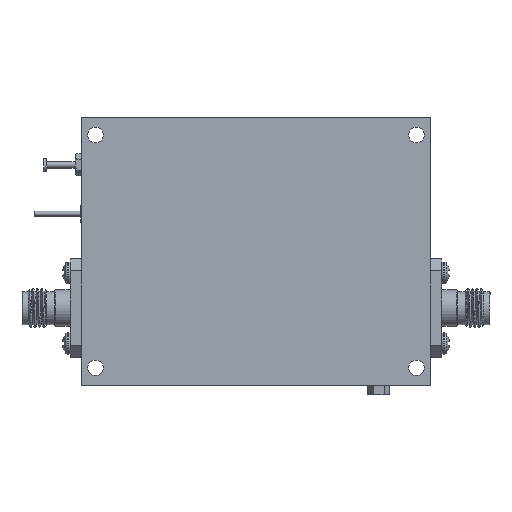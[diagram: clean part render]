
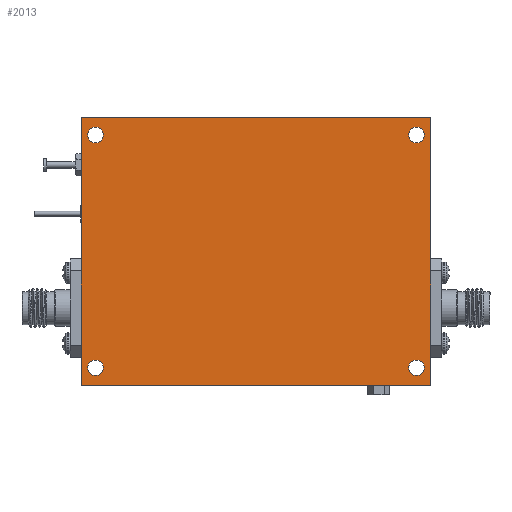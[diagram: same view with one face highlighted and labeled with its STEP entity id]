
A CAD part, front view. The second image highlights one B-rep face of the part: STEP entity #2013.
In plain terms, the highlighted planar face has unit normal (0, -1, 0).
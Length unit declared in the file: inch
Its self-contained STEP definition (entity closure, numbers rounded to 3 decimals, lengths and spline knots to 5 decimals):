
#1309 = DIRECTION ( 'NONE',  ( 0., 1., 0. ) ) ;
#1615 = VECTOR ( 'NONE', #42148, 39.37008 ) ;
#1636 = ORIENTED_EDGE ( 'NONE', *, *, #12372, .F. ) ;
#1695 = CARTESIAN_POINT ( 'NONE',  ( 1.11, -0.3, 0.85 ) ) ;
#1999 = PLANE ( 'NONE',  #39565 ) ;
#2013 = ADVANCED_FACE ( 'NONE', ( #23865, #66870, #41047, #24555, #45720 ), #1999, .T. ) ;
#2153 = EDGE_CURVE ( 'NONE', #30055, #30055, #29263, .T. ) ;
#5577 = EDGE_CURVE ( 'NONE', #13703, #50025, #24867, .T. ) ;
#5634 = VERTEX_POINT ( 'NONE', #17121 ) ;
#7758 = ORIENTED_EDGE ( 'NONE', *, *, #27273, .T. ) ;
#8917 = EDGE_CURVE ( 'NONE', #50025, #28807, #24748, .T. ) ;
#10635 = CARTESIAN_POINT ( 'NONE',  ( 1.11, -0.3, 0.85 ) ) ;
#12372 = EDGE_CURVE ( 'NONE', #28807, #37387, #50799, .T. ) ;
#13501 = ORIENTED_EDGE ( 'NONE', *, *, #26749, .F. ) ;
#13703 = VERTEX_POINT ( 'NONE', #45955 ) ;
#17121 = CARTESIAN_POINT ( 'NONE',  ( -1.02, -0.3, 0.79 ) ) ;
#17845 = EDGE_CURVE ( 'NONE', #47931, #47931, #21417, .T. ) ;
#18218 = EDGE_LOOP ( 'NONE', ( #7758 ) ) ;
#18683 = ORIENTED_EDGE ( 'NONE', *, *, #8917, .F. ) ;
#19808 = DIRECTION ( 'NONE',  ( -1., 0., 0. ) ) ;
#21417 = CIRCLE ( 'NONE', #47725, 0.05 ) ;
#23865 = FACE_OUTER_BOUND ( 'NONE', #41495, .T. ) ;
#24555 = FACE_BOUND ( 'NONE', #46419, .T. ) ;
#24748 = LINE ( 'NONE', #46605, #69017 ) ;
#24867 = LINE ( 'NONE', #63213, #56758 ) ;
#26536 = DIRECTION ( 'NONE',  ( 0., 1., 0. ) ) ;
#26749 = EDGE_CURVE ( 'NONE', #37387, #13703, #47031, .T. ) ;
#27273 = EDGE_CURVE ( 'NONE', #47575, #47575, #30696, .T. ) ;
#27291 = DIRECTION ( 'NONE',  ( 0., 1., 0. ) ) ;
#27825 = DIRECTION ( 'NONE',  ( 0., 0., 1. ) ) ;
#28807 = VERTEX_POINT ( 'NONE', #10635 ) ;
#29263 = CIRCLE ( 'NONE', #69308, 0.05 ) ;
#30055 = VERTEX_POINT ( 'NONE', #40465 ) ;
#30696 = CIRCLE ( 'NONE', #42100, 0.05 ) ;
#31112 = CARTESIAN_POINT ( 'NONE',  ( 1.02, -0.3, 0.79 ) ) ;
#32253 = CARTESIAN_POINT ( 'NONE',  ( -1.02, -0.3, 0.74 ) ) ;
#34493 = CARTESIAN_POINT ( 'NONE',  ( -1.11, -0.3, 0.85 ) ) ;
#35329 = CARTESIAN_POINT ( 'NONE',  ( 0., -0.3, 0. ) ) ;
#35676 = DIRECTION ( 'NONE',  ( 0., -1., 0. ) ) ;
#36837 = DIRECTION ( 'NONE',  ( 0., 0., 1. ) ) ;
#37004 = ORIENTED_EDGE ( 'NONE', *, *, #41814, .T. ) ;
#37387 = VERTEX_POINT ( 'NONE', #68841 ) ;
#38060 = CARTESIAN_POINT ( 'NONE',  ( 1.02, -0.3, -0.74 ) ) ;
#38441 = AXIS2_PLACEMENT_3D ( 'NONE', #32253, #26536, #48382 ) ;
#39565 = AXIS2_PLACEMENT_3D ( 'NONE', #35329, #35676, #45371 ) ;
#40465 = CARTESIAN_POINT ( 'NONE',  ( 1.02, -0.3, -0.69 ) ) ;
#41047 = FACE_BOUND ( 'NONE', #66605, .T. ) ;
#41495 = EDGE_LOOP ( 'NONE', ( #1636, #18683, #46350, #13501 ) ) ;
#41814 = EDGE_CURVE ( 'NONE', #5634, #5634, #53294, .T. ) ;
#42100 = AXIS2_PLACEMENT_3D ( 'NONE', #44308, #1309, #27825 ) ;
#42148 = DIRECTION ( 'NONE',  ( 0., 0., -1. ) ) ;
#42564 = DIRECTION ( 'NONE',  ( 0., 1., 0. ) ) ;
#44308 = CARTESIAN_POINT ( 'NONE',  ( -1.02, -0.3, -0.74 ) ) ;
#45371 = DIRECTION ( 'NONE',  ( 0., 0., -1. ) ) ;
#45489 = EDGE_LOOP ( 'NONE', ( #59885 ) ) ;
#45720 = FACE_BOUND ( 'NONE', #45489, .T. ) ;
#45955 = CARTESIAN_POINT ( 'NONE',  ( -1.11, -0.3, -0.85 ) ) ;
#46350 = ORIENTED_EDGE ( 'NONE', *, *, #5577, .F. ) ;
#46419 = EDGE_LOOP ( 'NONE', ( #37004 ) ) ;
#46605 = CARTESIAN_POINT ( 'NONE',  ( -1.11, -0.3, 0.85 ) ) ;
#47031 = LINE ( 'NONE', #68896, #59238 ) ;
#47540 = ORIENTED_EDGE ( 'NONE', *, *, #2153, .T. ) ;
#47575 = VERTEX_POINT ( 'NONE', #69449 ) ;
#47725 = AXIS2_PLACEMENT_3D ( 'NONE', #54004, #42564, #36837 ) ;
#47931 = VERTEX_POINT ( 'NONE', #31112 ) ;
#48382 = DIRECTION ( 'NONE',  ( 0., 0., 1. ) ) ;
#49152 = DIRECTION ( 'NONE',  ( 0., 0., 1. ) ) ;
#50025 = VERTEX_POINT ( 'NONE', #34493 ) ;
#50799 = LINE ( 'NONE', #1695, #1615 ) ;
#53129 = DIRECTION ( 'NONE',  ( 0., 0., 1. ) ) ;
#53294 = CIRCLE ( 'NONE', #38441, 0.05 ) ;
#54004 = CARTESIAN_POINT ( 'NONE',  ( 1.02, -0.3, 0.74 ) ) ;
#56758 = VECTOR ( 'NONE', #53129, 39.37008 ) ;
#59238 = VECTOR ( 'NONE', #19808, 39.37008 ) ;
#59885 = ORIENTED_EDGE ( 'NONE', *, *, #17845, .T. ) ;
#63213 = CARTESIAN_POINT ( 'NONE',  ( -1.11, -0.3, 0.85 ) ) ;
#66605 = EDGE_LOOP ( 'NONE', ( #47540 ) ) ;
#66870 = FACE_BOUND ( 'NONE', #18218, .T. ) ;
#68462 = DIRECTION ( 'NONE',  ( 1., 0., 0. ) ) ;
#68841 = CARTESIAN_POINT ( 'NONE',  ( 1.11, -0.3, -0.85 ) ) ;
#68896 = CARTESIAN_POINT ( 'NONE',  ( -1.11, -0.3, -0.85 ) ) ;
#69017 = VECTOR ( 'NONE', #68462, 39.37008 ) ;
#69308 = AXIS2_PLACEMENT_3D ( 'NONE', #38060, #27291, #49152 ) ;
#69449 = CARTESIAN_POINT ( 'NONE',  ( -1.02, -0.3, -0.69 ) ) ;
